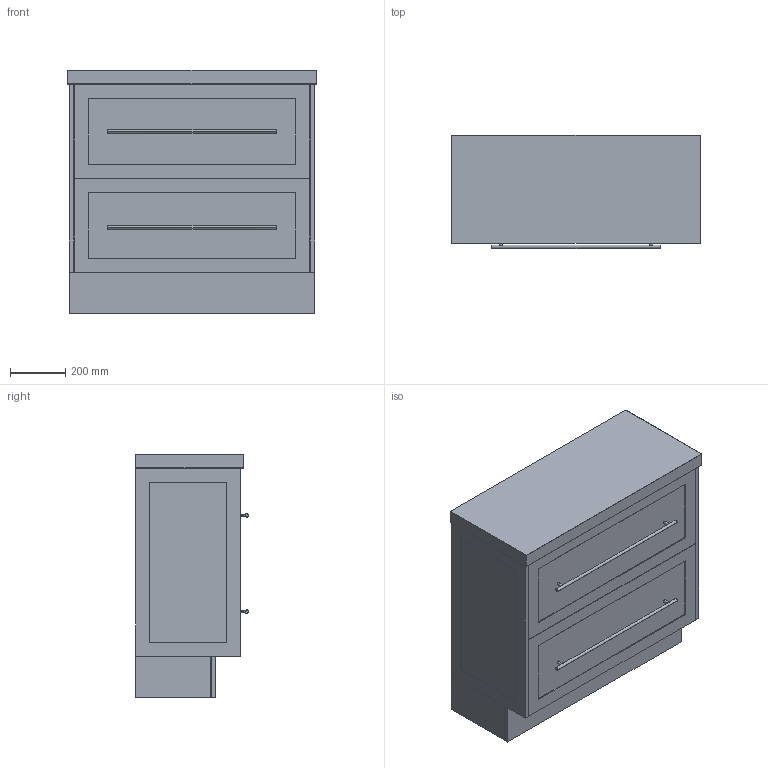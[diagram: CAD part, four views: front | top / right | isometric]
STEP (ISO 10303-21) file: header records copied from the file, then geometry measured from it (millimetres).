
FILE_DESCRIPTION(/* description */ (''),/* implementation_level */ '2;1');
FILE_NAME(/* name */ 'Kado Lux Ensuite All-Drawer FM 900 (50MM)',/* time_stamp */ '2025-07-09T14:59:10+10:00',/* author */ (''),/* organization */ (''),/* preprocessor_version */ 'ST-DEVELOPER v16.5',/* originating_system */ '',/* authorisation */ '');
FILE_SCHEMA (('AUTOMOTIVE_DESIGN'));
Length unit declared in the file: millimetre
Products named in the file (9): Document; Kado Lux Ensuite All-Drawer FM 900 (50MM); Kado Lux Ensuite All-Drawer WK ALL202122; Kado Lux Ensuite All-Drawer WK (50MM Shaker)16171819; Kado Lux Ensuite All-Drawer WK 900 Carcass14; Cross Bar Handle 54478910111213; Kado Lux Ensuite All-Drawer WK 900 Carcass45; Lux Benchtop Ensuite (50MM)15; 900 Lux Ensuite (50MM)2
Assembly tree (9 placements, depth 6):
  Document
    Kado Lux Ensuite All-Drawer FM 900 (50MM)
      Kado Lux Ensuite All-Drawer WK ALL202122
        Kado Lux Ensuite All-Drawer WK (50MM Shaker)16171819
          Kado Lux Ensuite All-Drawer WK 900 Carcass14
            Cross Bar Handle 54478910111213  x2
            Kado Lux Ensuite All-Drawer WK 900 Carcass45
      Lux Benchtop Ensuite (50MM)15
        900 Lux Ensuite (50MM)2
Bounding box: 900 x 408 x 880 mm (x, y, z)
Volume: 81747300.5 mm3; surface area: 8027460.4 mm2
Topology: 9 solids, 9 shells, 128 faces, 284 edges, 176 vertices
Faces by surface type: plane 86, cylinder 30, bspline 12
Entity records: 3431 total; most frequent: CARTESIAN_POINT 1299, ORIENTED_EDGE 504, EDGE_CURVE 252, B_SPLINE_CURVE_WITH_KNOTS 208, VERTEX_POINT 160, DIRECTION 148, EDGE_LOOP 128, AXIS2_PLACEMENT_3D 127
